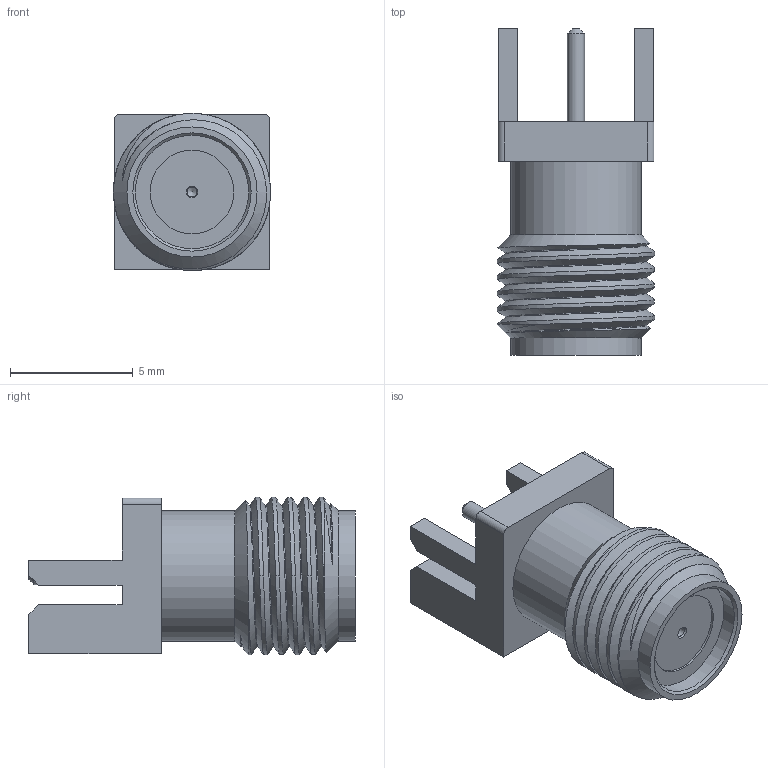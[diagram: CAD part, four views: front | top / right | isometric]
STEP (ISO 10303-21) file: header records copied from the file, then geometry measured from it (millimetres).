
FILE_DESCRIPTION(/* description */ (''),/* implementation_level */ '2;1');
FILE_NAME(/* name */ 'Taoglas EMPCB.SMAFSTJ.C.HT.step',/* time_stamp */ '2023-10-25T10:29:35+01:00',/* author */ (''),/* organization */ (''),/* preprocessor_version */ 'ST-DEVELOPER v20',/* originating_system */ 'Autodesk Translation Framework v12.14.0.127',/* authorisation */ '');
FILE_SCHEMA (('AUTOMOTIVE_DESIGN { 1 0 10303 214 3 1 1 }'));
Length unit declared in the file: millimetre
Products named in the file (1): Taoglas EMPCB.SMAFSTJ.C.HT
Bounding box: 6.4 x 13.3 x 6.4 mm (x, y, z)
Volume: 269.6 mm3; surface area: 401.6 mm2
Topology: 1 solids, 1 shells, 53 faces, 133 edges, 87 vertices
Faces by surface type: plane 29, cylinder 15, cone 6, bspline 3
Full cylindrical faces by diameter (mm): 0.4 x1, 0.7 x1, 3.4 x2, 4.62 x1, 5.3 x2, 6.4 x4
Entity records: 2968 total; most frequent: CARTESIAN_POINT 1669, ORIENTED_EDGE 264, DIRECTION 238, EDGE_CURVE 132, VERTEX_POINT 87, LINE 86, VECTOR 86, AXIS2_PLACEMENT_3D 76
